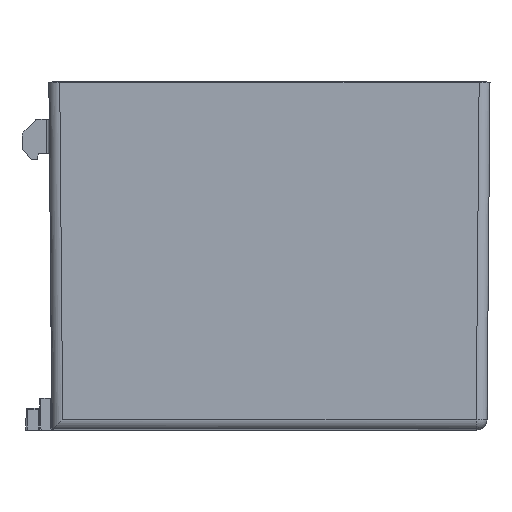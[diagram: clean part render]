
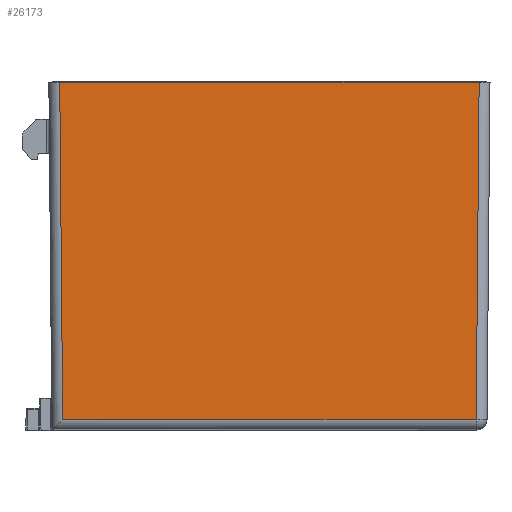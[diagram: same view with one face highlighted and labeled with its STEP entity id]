
A CAD part, left-side view. The second image highlights one B-rep face of the part: STEP entity #26173.
In plain terms, the highlighted planar face has unit normal (-1, 0, -0.009).
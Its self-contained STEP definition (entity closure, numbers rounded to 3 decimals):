
#3256=CARTESIAN_POINT('',(-87.92,36.229,1.983));
#3290=DIRECTION('',(0.,1.,0.));
#3291=VECTOR('',#3290,76.035);
#3292=CARTESIAN_POINT('',(-87.92,-39.805,
1.983));
#3293=LINE('',#3292,#3291);
#11863=DIRECTION('',(0.009,-0.009,-1.));
#11864=VECTOR('',#11863,62.022);
#11865=CARTESIAN_POINT('',(-88.462,36.771,64.));
#11866=LINE('',#11865,#11864);
#11867=DIRECTION('',(-0.009,-0.009,1.));
#11868=VECTOR('',#11867,62.022);
#11869=CARTESIAN_POINT('',(-87.92,-39.805,
1.983));
#11870=LINE('',#11869,#11868);
#11887=DIRECTION('',(0.,-1.,0.));
#11888=VECTOR('',#11887,77.117);
#11889=CARTESIAN_POINT('',(-88.462,36.771,64.));
#11890=LINE('',#11889,#11888);
#13290=VERTEX_POINT('',#3256);
#13291=CARTESIAN_POINT('',(-87.92,-39.805,
1.983));
#13293=VERTEX_POINT('',#13291);
#13295=CARTESIAN_POINT('',(-88.462,36.771,64.));
#13296=VERTEX_POINT('',#13295);
#13298=CARTESIAN_POINT('',(-88.462,-40.347,64.));
#13299=VERTEX_POINT('',#13298);
#26161=CARTESIAN_POINT('',(-87.847,46.918,
-6.436));
#26162=DIRECTION('',(-1.,0.,-0.009));
#26163=DIRECTION('',(0.,-1.,0.));
#26164=AXIS2_PLACEMENT_3D('',#26161,#26162,#26163);
#26165=PLANE('',#26164);
#26166=ORIENTED_EDGE('',*,*,#17484,.F.);
#26168=ORIENTED_EDGE('',*,*,#26167,.T.);
#26169=ORIENTED_EDGE('',*,*,#25106,.F.);
#26170=ORIENTED_EDGE('',*,*,#17461,.T.);
#26171=EDGE_LOOP('',(#26166,#26168,#26169,#26170));
#26172=FACE_OUTER_BOUND('',#26171,.F.);
#17461=EDGE_CURVE('',#13293,#13290,#3293,.T.);
#17484=EDGE_CURVE('',#13296,#13290,#11866,.T.);
#25106=EDGE_CURVE('',#13293,#13299,#11870,.T.);
#26167=EDGE_CURVE('',#13296,#13299,#11890,.T.);
#26173=ADVANCED_FACE('',(#26172),#26165,.T.);
